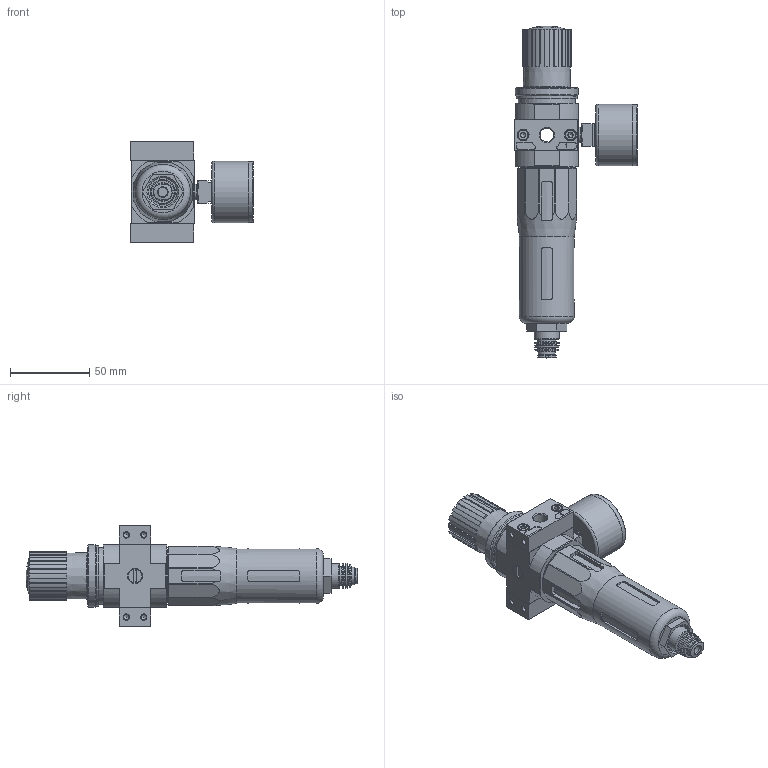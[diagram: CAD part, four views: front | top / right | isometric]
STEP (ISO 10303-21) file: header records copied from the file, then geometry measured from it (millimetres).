
FILE_DESCRIPTION(/* description */ ('STEP AP214'),/* implementation_level */ '2;1');
FILE_NAME(/* name */ '162726_LFR-1_8-D-5M-MINI-A',/* time_stamp */ '2024-09-03T19:54:38+02:00',/* author */ ('License CC BY-ND 4.0'),/* organization */ ('CADENAS'),/* preprocessor_version */ 'ST-DEVELOPER v19.3',/* originating_system */ 'PARTsolutions',/* authorisation */ ' ');
FILE_SCHEMA (('AUTOMOTIVE_DESIGN {1 0 10303 214 3 1 1}'));
Length unit declared in the file: millimetre
Products named in the file (9): 162726 LFR-1/8-D-5M-MINI-A---(0); 127304 LFR-D-5M-MINI-A--(0); 8003637 PAGN-40-16-G18; 380287 PBL-1/8-D-MINI-R---(0) p1; DIN-912 - M4x16(F); 380285 PBL-1/8-D-MINI-L---(1) p1; 398011 LRVS-D-MINI; 373845 LR-MINI; 526489 MS4-LFR-V
Assembly tree (11 placements, depth 2):
  162726 LFR-1/8-D-5M-MINI-A---(0)
    127304 LFR-D-5M-MINI-A--(0)
    8003637 PAGN-40-16-G18
    380287 PBL-1/8-D-MINI-R---(0) p1
    DIN-912 - M4x16(F)  x4
    380285 PBL-1/8-D-MINI-L---(1) p1
    398011 LRVS-D-MINI
    373845 LR-MINI
    526489 MS4-LFR-V
Bounding box: 77.75 x 210.02 x 64 mm (x, y, z)
Volume: 244022 mm3; surface area: 50430.8 mm2
Topology: 11 solids, 11 shells, 607 faces, 1455 edges, 921 vertices
Faces by surface type: plane 321, cylinder 156, cone 98, torus 27, sphere 5
Full cylindrical faces by diameter (mm): 3.242 x8, 4 x4, 4.3 x1, 6 x1, 6.2 x1, 6.9 x1, 7 x4, 8.2 x1, 8.4 x1, 8.566 x4, 9.728 x2, 11 x2, 11.4 x1, 11.6 x1, 11.8 x1, 12.2 x2, 15.7 x1, 15.8 x2, 18 x1, 24.9 x1, 26.9 x1, 33.9 x1, 34.376 x1, 34.7 x1, 36 x2, 38.5 x1, 38.7 x1, 39 x1, 39.8 x1
Entity records: 17691 total; most frequent: CARTESIAN_POINT 3116, DIRECTION 2546, ORIENTED_EDGE 2312, EDGE_CURVE 1156, AXIS2_PLACEMENT_3D 1001, VERTEX_POINT 829, FACE_BOUND 723, EDGE_LOOP 714
